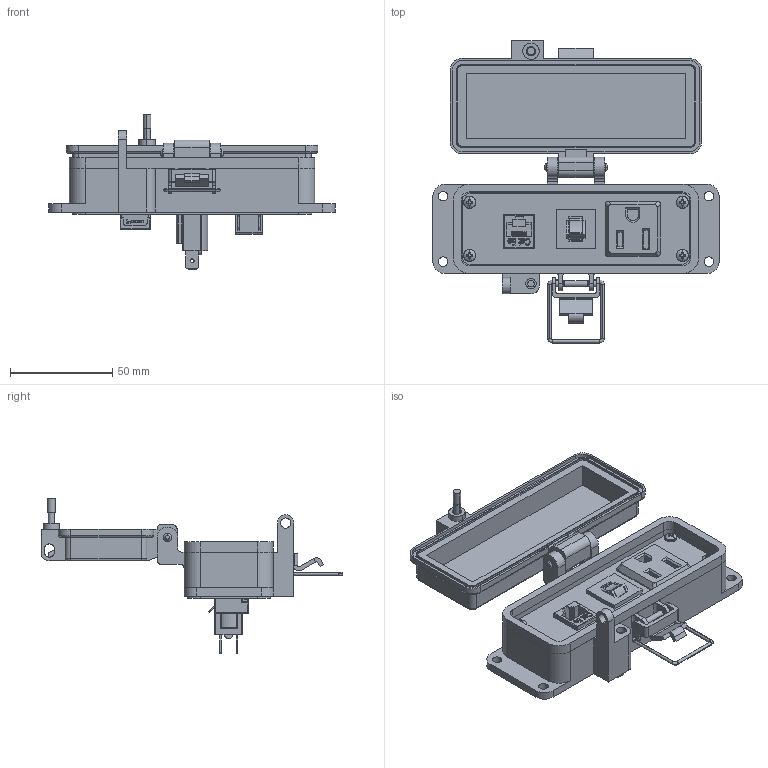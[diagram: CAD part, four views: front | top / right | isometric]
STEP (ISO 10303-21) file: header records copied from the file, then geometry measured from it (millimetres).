
FILE_DESCRIPTION (( 'STEP AP214' ), '1' );
FILE_NAME ('P-R33-H2R3_3D.STEP', '2017-09-06T18:29:31', ( '' ), ( '' ), 'SwSTEP 2.0', 'SolidWorks 2017', '' );
FILE_SCHEMA (( 'AUTOMOTIVE_DESIGN' ));
Length unit declared in the file: millimetre
Products named in the file (11): P-R33-H2R3_TP; P-R33-H2R3_FP; P-R33-H2R3_BP; P-R33-H2R3_3D; 92005A124_METRIC PAN HEAD PHILLIPS MACHINE SCREW_92005A124; H-X-H2; R; Z-200-R0SQ; Z-CB-SM; R33; Z-300-RJ45C5SH
Assembly tree (13 placements, depth 3):
  P-R33-H2R3_3D
    P-R33-H2R3_BP
    P-R33-H2R3_FP
    P-R33-H2R3_TP
    R33
      Z-300-RJ45C5SH
    Z-CB-SM
    R
      Z-200-R0SQ
    H-X-H2
    92005A124_METRIC PAN HEAD PHILLIPS MACHINE SCREW_92005A124  x4
Bounding box: 140 x 147.61 x 76.21 mm (x, y, z)
Volume: 118237 mm3; surface area: 90269.2 mm2
Topology: 18 solids, 18 shells, 1987 faces, 5582 edges, 3681 vertices
Faces by surface type: cylinder 873, plane 808, bspline 237, cone 45, torus 16, sphere 8
Entity records: 62164 total; most frequent: CARTESIAN_POINT 21337, ORIENTED_EDGE 7984, DIRECTION 6193, EDGE_CURVE 3992, VERTEX_POINT 2634, LINE 2557, VECTOR 2557, AXIS2_PLACEMENT_3D 1818
